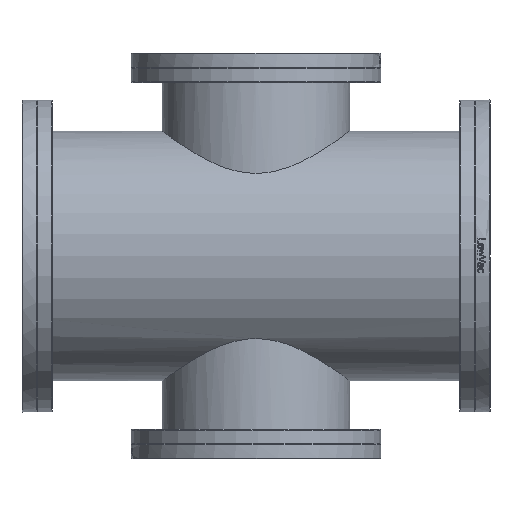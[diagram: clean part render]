
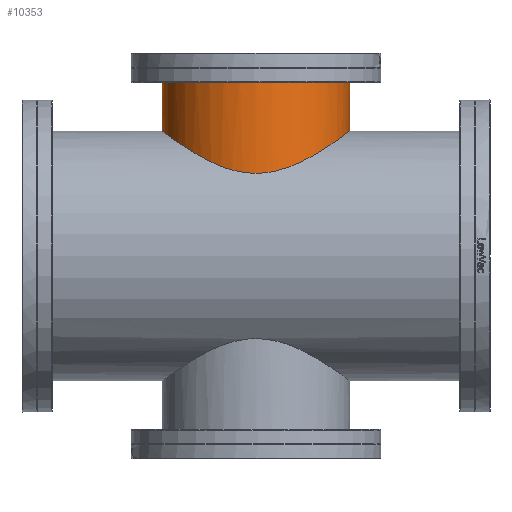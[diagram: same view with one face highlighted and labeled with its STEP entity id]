
A CAD part, left-side view. The second image highlights one B-rep face of the part: STEP entity #10353.
In plain terms, the highlighted cylindrical face has radius 76.2 mm (diameter 152.4 mm), a full revolution.
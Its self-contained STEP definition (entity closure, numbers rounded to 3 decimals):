
#568=B_SPLINE_CURVE_WITH_KNOTS('',3,(#42966,#42967,#42968,#42969,#42970,
#42971,#42972,#42973,#42974,#42975,#42976,#42977,#42978,#42979,#42980,#42981,
#42982,#42983),.UNSPECIFIED.,.F.,.F.,(4,2,2,2,2,2,2,2,4),(24.439,
25.986,27.533,29.08,30.627,32.135,
33.643,35.151,36.659),.UNSPECIFIED.);
#569=B_SPLINE_CURVE_WITH_KNOTS('',3,(#42985,#42986,#42987,#42988,#42989,
#42990,#42991,#42992,#42993,#42994,#42995,#42996,#42997,#42998,#42999,#43000,
#43001,#43002,#43003,#43004,#43005,#43006,#43007,#43008,#43009,#43010,#43011,
#43012,#43013,#43014,#43015,#43016,#43017,#43018),.UNSPECIFIED.,.F.,.F.,
(4,2,2,2,2,2,2,2,2,2,2,2,2,2,2,2,4),(0.,1.547,3.094,
4.641,6.188,7.696,9.204,10.712,
12.22,13.728,15.236,16.743,18.251,
19.798,21.345,22.892,24.439),
 .UNSPECIFIED.);
#570=B_SPLINE_CURVE_WITH_KNOTS('',3,(#43019,#43020,#43021,#43022,#43023,
#43024,#43025,#43026,#43027,#43028,#43029,#43030,#43031,#43032,#43033,#43034,
#43035,#43036),.UNSPECIFIED.,.F.,.F.,(4,2,2,2,2,2,2,2,4),(36.659,
38.167,39.675,41.183,42.691,44.238,
45.785,47.332,48.879),.UNSPECIFIED.);
#802=CYLINDRICAL_SURFACE('',#11383,76.2);
#1486=FACE_OUTER_BOUND('',#2144,.T.);
#2144=EDGE_LOOP('',(#8855,#8856,#8857,#8858,#8859,#8860));
#2744=LINE('',#43114,#3286);
#3286=VECTOR('',#13427,76.2);
#3866=CIRCLE('',#11384,76.2);
#4751=VERTEX_POINT('',#42964);
#4752=VERTEX_POINT('',#42965);
#4753=VERTEX_POINT('',#42984);
#4757=VERTEX_POINT('',#43112);
#6168=EDGE_CURVE('',#4751,#4752,#568,.T.);
#6169=EDGE_CURVE('',#4753,#4751,#569,.T.);
#6170=EDGE_CURVE('',#4752,#4753,#570,.T.);
#6175=EDGE_CURVE('',#4757,#4757,#3866,.T.);
#6176=EDGE_CURVE('',#4757,#4751,#2744,.T.);
#8855=ORIENTED_EDGE('',*,*,#6175,.F.);
#8856=ORIENTED_EDGE('',*,*,#6176,.T.);
#8857=ORIENTED_EDGE('',*,*,#6168,.T.);
#8858=ORIENTED_EDGE('',*,*,#6170,.T.);
#8859=ORIENTED_EDGE('',*,*,#6169,.T.);
#8860=ORIENTED_EDGE('',*,*,#6176,.F.);
#10353=ADVANCED_FACE('',(#1486),#802,.T.);
#11383=AXIS2_PLACEMENT_3D('',#43111,#13423,#13424);
#11384=AXIS2_PLACEMENT_3D('',#43113,#13425,#13426);
#13423=DIRECTION('center_axis',(0.,0.,1.));
#13424=DIRECTION('ref_axis',(-1.,0.,0.));
#13425=DIRECTION('center_axis',(0.,0.,1.));
#13426=DIRECTION('ref_axis',(-1.,0.,0.));
#13427=DIRECTION('',(0.,0.,-1.));
#42964=CARTESIAN_POINT('',(76.2,0.,0.));
#42965=CARTESIAN_POINT('',(0.,76.2,36.084));
#42966=CARTESIAN_POINT('Ctrl Pts',(76.2,0.,0.));
#42967=CARTESIAN_POINT('Ctrl Pts',(76.2,5.157,0.));
#42968=CARTESIAN_POINT('Ctrl Pts',(75.672,10.306,0.658));
#42969=CARTESIAN_POINT('Ctrl Pts',(73.62,20.312,3.042));
#42970=CARTESIAN_POINT('Ctrl Pts',(72.097,25.171,4.755));
#42971=CARTESIAN_POINT('Ctrl Pts',(68.181,34.393,8.727));
#42972=CARTESIAN_POINT('Ctrl Pts',(65.785,38.765,10.982));
#42973=CARTESIAN_POINT('Ctrl Pts',(60.291,46.854,15.558));
#42974=CARTESIAN_POINT('Ctrl Pts',(57.192,50.571,17.877));
#42975=CARTESIAN_POINT('Ctrl Pts',(50.655,57.108,22.148));
#42976=CARTESIAN_POINT('Ctrl Pts',(46.987,60.188,24.271));
#42977=CARTESIAN_POINT('Ctrl Pts',(38.904,65.703,28.187));
#42978=CARTESIAN_POINT('Ctrl Pts',(34.488,68.138,29.978));
#42979=CARTESIAN_POINT('Ctrl Pts',(25.149,72.109,32.945));
#42980=CARTESIAN_POINT('Ctrl Pts',(20.215,73.649,34.121));
#42981=CARTESIAN_POINT('Ctrl Pts',(10.154,75.695,35.691));
#42982=CARTESIAN_POINT('Ctrl Pts',(5.026,76.2,36.084));
#42983=CARTESIAN_POINT('Ctrl Pts',(0.,76.2,36.084));
#42984=CARTESIAN_POINT('',(-76.2,0.,0.));
#42985=CARTESIAN_POINT('Ctrl Pts',(-76.2,0.,0.));
#42986=CARTESIAN_POINT('Ctrl Pts',(-76.2,-5.157,0.));
#42987=CARTESIAN_POINT('Ctrl Pts',(-75.672,-10.306,
0.658));
#42988=CARTESIAN_POINT('Ctrl Pts',(-73.62,-20.312,
3.042));
#42989=CARTESIAN_POINT('Ctrl Pts',(-72.097,-25.171,
4.755));
#42990=CARTESIAN_POINT('Ctrl Pts',(-68.181,-34.393,
8.727));
#42991=CARTESIAN_POINT('Ctrl Pts',(-65.785,-38.765,10.982));
#42992=CARTESIAN_POINT('Ctrl Pts',(-60.291,-46.854,
15.558));
#42993=CARTESIAN_POINT('Ctrl Pts',(-57.192,-50.571,
17.877));
#42994=CARTESIAN_POINT('Ctrl Pts',(-50.655,-57.108,
22.148));
#42995=CARTESIAN_POINT('Ctrl Pts',(-46.987,-60.188,
24.271));
#42996=CARTESIAN_POINT('Ctrl Pts',(-38.904,-65.703,
28.187));
#42997=CARTESIAN_POINT('Ctrl Pts',(-34.488,-68.138,
29.978));
#42998=CARTESIAN_POINT('Ctrl Pts',(-25.149,-72.109,32.945));
#42999=CARTESIAN_POINT('Ctrl Pts',(-20.215,-73.649,34.121));
#43000=CARTESIAN_POINT('Ctrl Pts',(-10.154,-75.695,
35.691));
#43001=CARTESIAN_POINT('Ctrl Pts',(-5.026,-76.2,36.084));
#43002=CARTESIAN_POINT('Ctrl Pts',(5.026,-76.2,36.084));
#43003=CARTESIAN_POINT('Ctrl Pts',(10.154,-75.695,35.691));
#43004=CARTESIAN_POINT('Ctrl Pts',(20.215,-73.649,34.121));
#43005=CARTESIAN_POINT('Ctrl Pts',(25.149,-72.109,32.945));
#43006=CARTESIAN_POINT('Ctrl Pts',(34.488,-68.138,29.978));
#43007=CARTESIAN_POINT('Ctrl Pts',(38.904,-65.703,28.187));
#43008=CARTESIAN_POINT('Ctrl Pts',(46.987,-60.188,24.271));
#43009=CARTESIAN_POINT('Ctrl Pts',(50.655,-57.108,22.148));
#43010=CARTESIAN_POINT('Ctrl Pts',(57.192,-50.571,17.877));
#43011=CARTESIAN_POINT('Ctrl Pts',(60.291,-46.854,15.558));
#43012=CARTESIAN_POINT('Ctrl Pts',(65.785,-38.765,10.982));
#43013=CARTESIAN_POINT('Ctrl Pts',(68.181,-34.393,8.727));
#43014=CARTESIAN_POINT('Ctrl Pts',(72.097,-25.171,4.755));
#43015=CARTESIAN_POINT('Ctrl Pts',(73.62,-20.312,3.042));
#43016=CARTESIAN_POINT('Ctrl Pts',(75.672,-10.306,0.658));
#43017=CARTESIAN_POINT('Ctrl Pts',(76.2,-5.157,0.));
#43018=CARTESIAN_POINT('Ctrl Pts',(76.2,0.,0.));
#43019=CARTESIAN_POINT('Ctrl Pts',(0.,76.2,36.084));
#43020=CARTESIAN_POINT('Ctrl Pts',(-5.026,76.2,36.084));
#43021=CARTESIAN_POINT('Ctrl Pts',(-10.154,75.695,35.691));
#43022=CARTESIAN_POINT('Ctrl Pts',(-20.215,73.649,34.121));
#43023=CARTESIAN_POINT('Ctrl Pts',(-25.149,72.109,32.945));
#43024=CARTESIAN_POINT('Ctrl Pts',(-34.488,68.138,29.978));
#43025=CARTESIAN_POINT('Ctrl Pts',(-38.904,65.703,28.187));
#43026=CARTESIAN_POINT('Ctrl Pts',(-46.987,60.188,24.271));
#43027=CARTESIAN_POINT('Ctrl Pts',(-50.655,57.108,22.148));
#43028=CARTESIAN_POINT('Ctrl Pts',(-57.192,50.571,17.877));
#43029=CARTESIAN_POINT('Ctrl Pts',(-60.291,46.854,15.558));
#43030=CARTESIAN_POINT('Ctrl Pts',(-65.785,38.765,10.982));
#43031=CARTESIAN_POINT('Ctrl Pts',(-68.181,34.393,8.727));
#43032=CARTESIAN_POINT('Ctrl Pts',(-72.097,25.171,4.755));
#43033=CARTESIAN_POINT('Ctrl Pts',(-73.62,20.312,3.042));
#43034=CARTESIAN_POINT('Ctrl Pts',(-75.672,10.306,0.658));
#43035=CARTESIAN_POINT('Ctrl Pts',(-76.2,5.157,0.));
#43036=CARTESIAN_POINT('Ctrl Pts',(-76.2,0.,0.));
#43111=CARTESIAN_POINT('Origin',(0.,0.,0.));
#43112=CARTESIAN_POINT('',(76.2,0.,89.984));
#43113=CARTESIAN_POINT('Origin',(0.,0.,89.984));
#43114=CARTESIAN_POINT('',(76.2,0.,0.));
